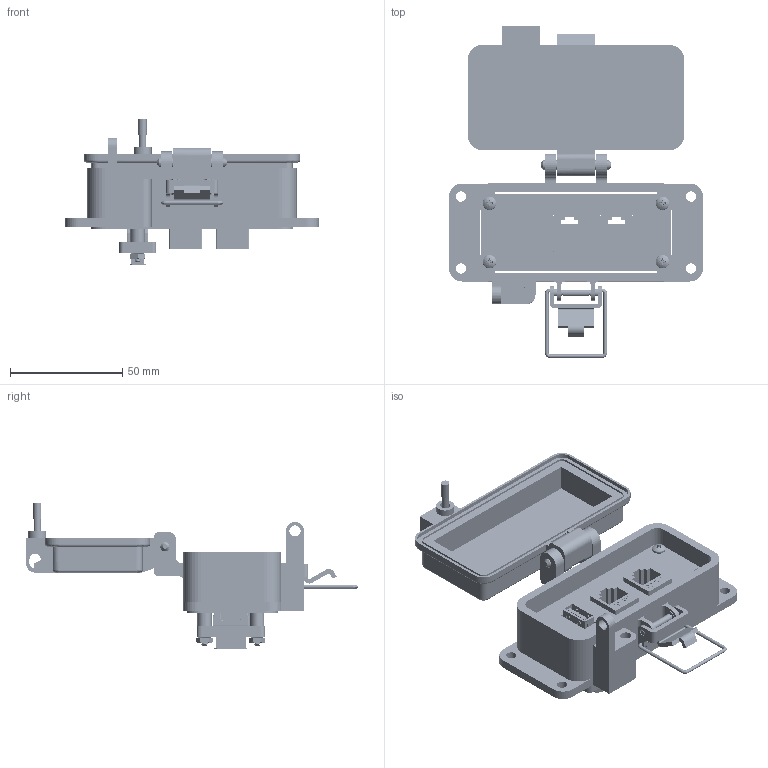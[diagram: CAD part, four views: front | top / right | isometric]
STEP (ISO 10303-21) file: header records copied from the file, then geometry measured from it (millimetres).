
FILE_DESCRIPTION (( 'STEP AP203' ), '1' );
FILE_NAME ('P-P22R2#2-F3RX_3D.STEP', '2020-06-25T21:08:09', ( '' ), ( '' ), 'SwSTEP 2.0', 'SolidWorks 2019', '' );
FILE_SCHEMA (( 'CONFIG_CONTROL_DESIGN' ));
Length unit declared in the file: millimetre
Products named in the file (17): Z-000-4243316TFP; P-P22R2#2-F3RX_BP180_1; P-P22R2#2-F3RX_TP060_1; Z-002-4401_4HN_90675A005; Z-300-USB-A-FF; P22; R2; -F3; Z-001-SPR_3_4; Z-300-RJ45CAT5; P-P22R2#2-F3RX_TP180_1; Z-H-F3_B; Z-000-44011_4FH_90273A117; 92005A124_METRIC PAN HEAD PHILLIPS MACHINE SCREW_92005A124; P-P22R2#2-F3RX_FP060_1; P-P22R2#2-F3RX_3D
Assembly tree (26 placements, depth 3):
  P-P22R2#2-F3RX_3D
    P-P22R2#2-F3RX_BP180_1
    P-P22R2#2-F3RX_TP060_1
    Z-000-4243316TFP  x4
    P22
      Z-300-USB-A-FF
    P-P22R2#2-F3RX_TP180_1
    Z-000-44011_4FH_90273A117  x2
    Z-001-SPR_3_4  x2
    Z-002-4401_4HN_90675A005  x2
    P-P22R2#2-F3RX_FP060_1
    R2
      Z-300-RJ45CAT5
    R2
      Z-300-RJ45CAT5
    -F3
      Z-H-F3_B
    92005A124_METRIC PAN HEAD PHILLIPS MACHINE SCREW_92005A124  x4
Bounding box: 113 x 147.61 x 64.54 mm (x, y, z)
Volume: 95938.5 mm3; surface area: 77298.8 mm2
Topology: 31 solids, 31 shells, 3203 faces, 9021 edges, 5952 vertices
Faces by surface type: cylinder 1379, plane 1216, bspline 402, cone 162, sphere 24, torus 20
Entity records: 76510 total; most frequent: CARTESIAN_POINT 29707, ORIENTED_EDGE 10420, DIRECTION 7853, EDGE_CURVE 5210, VERTEX_POINT 3439, LINE 3069, VECTOR 3069, AXIS2_PLACEMENT_3D 2392
